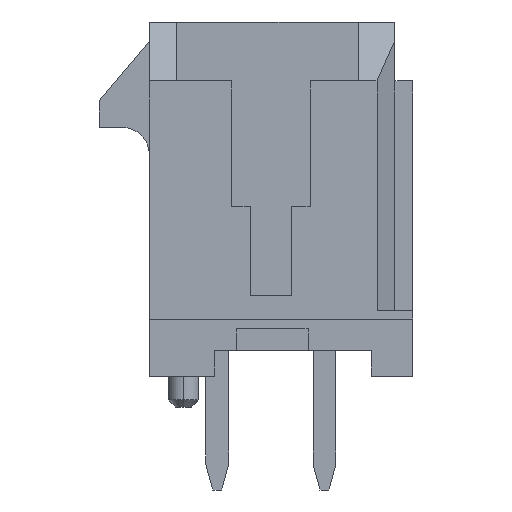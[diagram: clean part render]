
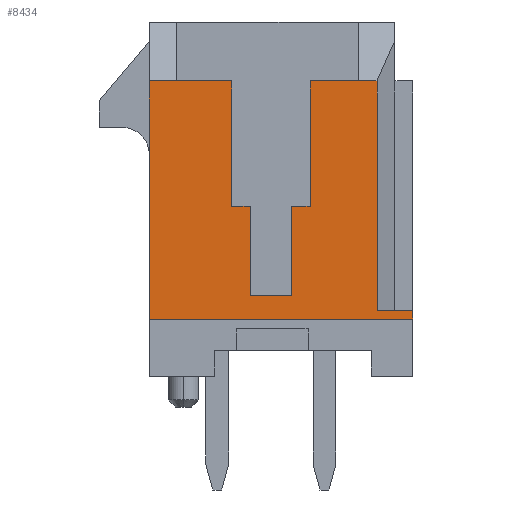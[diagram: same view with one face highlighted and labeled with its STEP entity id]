
A CAD part, left-side view. The second image highlights one B-rep face of the part: STEP entity #8434.
In plain terms, the highlighted planar face has unit normal (-1, 0, 0).
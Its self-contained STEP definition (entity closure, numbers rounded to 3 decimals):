
#1=DIRECTION('',(0.,0.,-1.));
#2=VECTOR('',#1,3.5);
#3=CARTESIAN_POINT('',(-16.825,-1.1,3.3));
#4=LINE('',#3,#2);
#5=DIRECTION('',(0.,1.,0.));
#6=VECTOR('',#5,1.35);
#7=CARTESIAN_POINT('',(-16.825,-2.45,3.3));
#8=LINE('',#7,#6);
#9=DIRECTION('',(0.,-1.,0.));
#10=VECTOR('',#9,0.52);
#11=CARTESIAN_POINT('',(-16.825,-2.45,3.3));
#12=LINE('',#11,#10);
#13=DIRECTION('',(0.,0.,-1.));
#14=VECTOR('',#13,6.41);
#15=CARTESIAN_POINT('',(-16.825,-2.97,3.3));
#16=LINE('',#15,#14);
#17=DIRECTION('',(0.,0.,-1.));
#18=VECTOR('',#17,0.25);
#19=CARTESIAN_POINT('',(-16.825,-3.97,-3.11));
#20=LINE('',#19,#18);
#21=DIRECTION('',(0.,1.,0.));
#22=VECTOR('',#21,7.37);
#23=CARTESIAN_POINT('',(-16.825,-3.97,-3.36));
#24=LINE('',#23,#22);
#25=DIRECTION('',(0.,0.,1.));
#26=VECTOR('',#25,6.66);
#27=CARTESIAN_POINT('',(-16.825,3.4,-3.36));
#28=LINE('',#27,#26);
#29=DIRECTION('',(0.,-1.,0.));
#30=VECTOR('',#29,0.76);
#31=CARTESIAN_POINT('',(-16.825,3.4,3.3));
#32=LINE('',#31,#30);
#33=DIRECTION('',(0.,1.,0.));
#34=VECTOR('',#33,1.54);
#35=CARTESIAN_POINT('',(-16.825,1.1,3.3));
#36=LINE('',#35,#34);
#37=DIRECTION('',(0.,0.,-1.));
#38=VECTOR('',#37,3.5);
#39=CARTESIAN_POINT('',(-16.825,1.1,3.3));
#40=LINE('',#39,#38);
#41=DIRECTION('',(0.,1.,0.));
#42=VECTOR('',#41,0.525);
#43=CARTESIAN_POINT('',(-16.825,0.575,-0.2));
#44=LINE('',#43,#42);
#45=DIRECTION('',(0.,0.,1.));
#46=VECTOR('',#45,2.5);
#47=CARTESIAN_POINT('',(-16.825,0.575,-2.7));
#48=LINE('',#47,#46);
#49=DIRECTION('',(0.,1.,0.));
#50=VECTOR('',#49,1.15);
#51=CARTESIAN_POINT('',(-16.825,-0.575,-2.7));
#52=LINE('',#51,#50);
#53=DIRECTION('',(0.,0.,-1.));
#54=VECTOR('',#53,2.5);
#55=CARTESIAN_POINT('',(-16.825,-0.575,-0.2));
#56=LINE('',#55,#54);
#57=DIRECTION('',(0.,1.,0.));
#58=VECTOR('',#57,0.525);
#59=CARTESIAN_POINT('',(-16.825,-1.1,-0.2));
#60=LINE('',#59,#58);
#3159=DIRECTION('',(0.,1.,0.));
#3160=VECTOR('',#3159,1.);
#3161=CARTESIAN_POINT('',(-16.825,-3.97,-3.11));
#3162=LINE('',#3161,#3160);
#6348=CARTESIAN_POINT('',(-16.825,3.4,3.3));
#6350=VERTEX_POINT('',#6348);
#6397=CARTESIAN_POINT('',(-16.825,-3.97,-3.11));
#6398=CARTESIAN_POINT('',(-16.825,-2.97,-3.11));
#6399=VERTEX_POINT('',#6397);
#6400=VERTEX_POINT('',#6398);
#6405=CARTESIAN_POINT('',(-16.825,2.64,3.3));
#6406=VERTEX_POINT('',#6405);
#6407=CARTESIAN_POINT('',(-16.825,-2.45,3.3));
#6408=VERTEX_POINT('',#6407);
#6673=CARTESIAN_POINT('',(-16.825,-1.1,3.3));
#6674=CARTESIAN_POINT('',(-16.825,-1.1,-0.2));
#6675=VERTEX_POINT('',#6673);
#6676=VERTEX_POINT('',#6674);
#6677=CARTESIAN_POINT('',(-16.825,-0.575,-0.2));
#6678=VERTEX_POINT('',#6677);
#6679=CARTESIAN_POINT('',(-16.825,-0.575,-2.7));
#6680=VERTEX_POINT('',#6679);
#6681=CARTESIAN_POINT('',(-16.825,0.575,-2.7));
#6682=VERTEX_POINT('',#6681);
#6683=CARTESIAN_POINT('',(-16.825,0.575,-0.2));
#6684=VERTEX_POINT('',#6683);
#6685=CARTESIAN_POINT('',(-16.825,1.1,-0.2));
#6686=VERTEX_POINT('',#6685);
#6687=CARTESIAN_POINT('',(-16.825,1.1,3.3));
#6688=VERTEX_POINT('',#6687);
#8205=CARTESIAN_POINT('',(-16.825,-3.97,-3.36));
#8206=CARTESIAN_POINT('',(-16.825,3.4,-3.36));
#8207=VERTEX_POINT('',#8205);
#8208=VERTEX_POINT('',#8206);
#8277=CARTESIAN_POINT('',(-16.825,-2.97,3.3));
#8278=VERTEX_POINT('',#8277);
#8395=CARTESIAN_POINT('',(-16.825,0.,0.));
#8396=DIRECTION('',(1.,0.,0.));
#8397=DIRECTION('',(0.,0.,-1.));
#8398=AXIS2_PLACEMENT_3D('',#8395,#8396,#8397);
#8399=PLANE('',#8398);
#8401=ORIENTED_EDGE('',*,*,#8400,.F.);
#8403=ORIENTED_EDGE('',*,*,#8402,.F.);
#8405=ORIENTED_EDGE('',*,*,#8404,.T.);
#8407=ORIENTED_EDGE('',*,*,#8406,.T.);
#8409=ORIENTED_EDGE('',*,*,#8408,.F.);
#8411=ORIENTED_EDGE('',*,*,#8410,.T.);
#8413=ORIENTED_EDGE('',*,*,#8412,.T.);
#8415=ORIENTED_EDGE('',*,*,#8414,.T.);
#8417=ORIENTED_EDGE('',*,*,#8416,.T.);
#8419=ORIENTED_EDGE('',*,*,#8418,.F.);
#8421=ORIENTED_EDGE('',*,*,#8420,.T.);
#8423=ORIENTED_EDGE('',*,*,#8422,.F.);
#8425=ORIENTED_EDGE('',*,*,#8424,.F.);
#8427=ORIENTED_EDGE('',*,*,#8426,.F.);
#8429=ORIENTED_EDGE('',*,*,#8428,.F.);
#8431=ORIENTED_EDGE('',*,*,#8430,.F.);
#8432=EDGE_LOOP('',(#8401,#8403,#8405,#8407,#8409,#8411,#8413,#8415,#8417,#8419,
#8421,#8423,#8425,#8427,#8429,#8431));
#8433=FACE_OUTER_BOUND('',#8432,.F.);
#8434=ADVANCED_FACE('',(#8433),#8399,.F.);
#8400=EDGE_CURVE('',#6675,#6676,#4,.T.);
#8402=EDGE_CURVE('',#6408,#6675,#8,.T.);
#8404=EDGE_CURVE('',#6408,#8278,#12,.T.);
#8406=EDGE_CURVE('',#8278,#6400,#16,.T.);
#8408=EDGE_CURVE('',#6399,#6400,#3162,.T.);
#8410=EDGE_CURVE('',#6399,#8207,#20,.T.);
#8412=EDGE_CURVE('',#8207,#8208,#24,.T.);
#8414=EDGE_CURVE('',#8208,#6350,#28,.T.);
#8416=EDGE_CURVE('',#6350,#6406,#32,.T.);
#8418=EDGE_CURVE('',#6688,#6406,#36,.T.);
#8420=EDGE_CURVE('',#6688,#6686,#40,.T.);
#8422=EDGE_CURVE('',#6684,#6686,#44,.T.);
#8424=EDGE_CURVE('',#6682,#6684,#48,.T.);
#8426=EDGE_CURVE('',#6680,#6682,#52,.T.);
#8428=EDGE_CURVE('',#6678,#6680,#56,.T.);
#8430=EDGE_CURVE('',#6676,#6678,#60,.T.);
